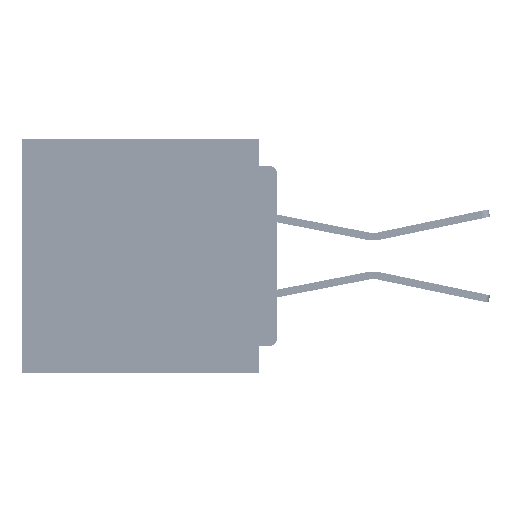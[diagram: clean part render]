
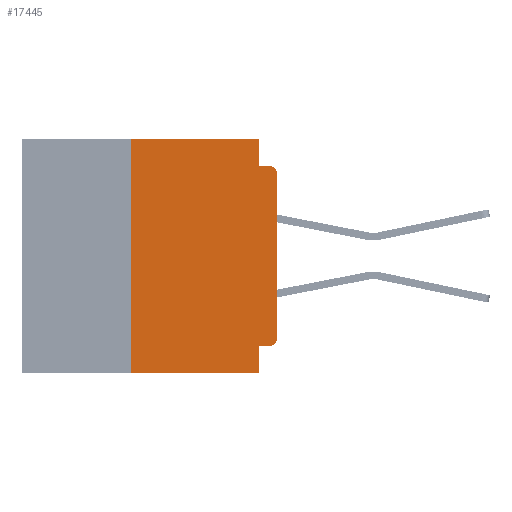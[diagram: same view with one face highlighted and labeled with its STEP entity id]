
A CAD part, left-side view. The second image highlights one B-rep face of the part: STEP entity #17445.
In plain terms, the highlighted planar face has unit normal (-1, 0, 0).
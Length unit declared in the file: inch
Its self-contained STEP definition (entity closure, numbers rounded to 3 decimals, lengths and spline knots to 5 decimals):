
#1342 = EDGE_CURVE ( 'NONE', #5004, #62274, #34060, .T. ) ;
#2654 = ORIENTED_EDGE ( 'NONE', *, *, #58450, .F. ) ;
#3815 = CARTESIAN_POINT ( 'NONE',  ( 0., 0.015, -0.045 ) ) ;
#4602 = DIRECTION ( 'NONE',  ( 0., 1., 0. ) ) ;
#4753 = DIRECTION ( 'NONE',  ( 0., 0., -1. ) ) ;
#5004 = VERTEX_POINT ( 'NONE', #27247 ) ;
#5119 = DIRECTION ( 'NONE',  ( 0., 0., -1. ) ) ;
#5154 = DIRECTION ( 'NONE',  ( 0., -1., 0. ) ) ;
#5409 = LINE ( 'NONE', #64765, #40793 ) ;
#6050 = EDGE_CURVE ( 'NONE', #22721, #39086, #46539, .T. ) ;
#7006 = CARTESIAN_POINT ( 'NONE',  ( 0., 0., -0.045 ) ) ;
#7824 = PLANE ( 'NONE',  #59351 ) ;
#10934 = ORIENTED_EDGE ( 'NONE', *, *, #12829, .F. ) ;
#12829 = EDGE_CURVE ( 'NONE', #35868, #30202, #59301, .T. ) ;
#13231 = LINE ( 'NONE', #25183, #50084 ) ;
#15321 = CARTESIAN_POINT ( 'NONE',  ( 0., 0.25, 0. ) ) ;
#15619 = DIRECTION ( 'NONE',  ( 0., 0., 1. ) ) ;
#16216 = EDGE_CURVE ( 'NONE', #35868, #37234, #5409, .T. ) ;
#17440 = ORIENTED_EDGE ( 'NONE', *, *, #1342, .T. ) ;
#17445 = ADVANCED_FACE ( 'NONE', ( #33553 ), #7824, .F. ) ;
#17937 = DIRECTION ( 'NONE',  ( 0., 0., -1. ) ) ;
#18366 = DIRECTION ( 'NONE',  ( 0., 0., 1. ) ) ;
#18528 = CIRCLE ( 'NONE', #64509, 0.015 ) ;
#19239 = CARTESIAN_POINT ( 'NONE',  ( 0., 0., 0. ) ) ;
#20642 = DIRECTION ( 'NONE',  ( -1., 0., 0. ) ) ;
#22721 = VERTEX_POINT ( 'NONE', #41827 ) ;
#23686 = EDGE_CURVE ( 'NONE', #37291, #42183, #35881, .T. ) ;
#25183 = CARTESIAN_POINT ( 'NONE',  ( 0., 0.437, 0. ) ) ;
#25856 = CIRCLE ( 'NONE', #35581, 0.015 ) ;
#27247 = CARTESIAN_POINT ( 'NONE',  ( 0., 0., -0.34 ) ) ;
#29029 = ORIENTED_EDGE ( 'NONE', *, *, #16216, .T. ) ;
#30202 = VERTEX_POINT ( 'NONE', #15321 ) ;
#32082 = DIRECTION ( 'NONE',  ( 0., -1., 0. ) ) ;
#33027 = EDGE_CURVE ( 'NONE', #42183, #37234, #57895, .T. ) ;
#33227 = VECTOR ( 'NONE', #5119, 39.37008 ) ;
#33553 = FACE_OUTER_BOUND ( 'NONE', #34398, .T. ) ;
#34060 = LINE ( 'NONE', #19239, #35626 ) ;
#34253 = ORIENTED_EDGE ( 'NONE', *, *, #6050, .F. ) ;
#34398 = EDGE_LOOP ( 'NONE', ( #17440, #39877, #2654, #34253, #46751, #10934, #29029, #54730, #51296, #58710 ) ) ;
#34890 = DIRECTION ( 'NONE',  ( -1., 0., 0. ) ) ;
#34959 = CARTESIAN_POINT ( 'NONE',  ( 0., 0., -0.355 ) ) ;
#35581 = AXIS2_PLACEMENT_3D ( 'NONE', #50684, #20642, #55679 ) ;
#35626 = VECTOR ( 'NONE', #15619, 39.37008 ) ;
#35868 = VERTEX_POINT ( 'NONE', #44358 ) ;
#35881 = LINE ( 'NONE', #34959, #37422 ) ;
#37174 = CARTESIAN_POINT ( 'NONE',  ( 0., 0.031, -0.4 ) ) ;
#37234 = VERTEX_POINT ( 'NONE', #37174 ) ;
#37291 = VERTEX_POINT ( 'NONE', #52700 ) ;
#37422 = VECTOR ( 'NONE', #4602, 39.37008 ) ;
#38614 = CARTESIAN_POINT ( 'NONE',  ( 0., 0.031, -0.355 ) ) ;
#39086 = VERTEX_POINT ( 'NONE', #55958 ) ;
#39877 = ORIENTED_EDGE ( 'NONE', *, *, #40538, .T. ) ;
#39931 = DIRECTION ( 'NONE',  ( 0., -1., 0. ) ) ;
#40538 = EDGE_CURVE ( 'NONE', #62274, #44678, #18528, .T. ) ;
#40793 = VECTOR ( 'NONE', #39931, 39.37008 ) ;
#41827 = CARTESIAN_POINT ( 'NONE',  ( 0., 0.031, 0. ) ) ;
#42183 = VERTEX_POINT ( 'NONE', #38614 ) ;
#42976 = CARTESIAN_POINT ( 'NONE',  ( 0., 0.437, 0. ) ) ;
#44358 = CARTESIAN_POINT ( 'NONE',  ( 0., 0.25, -0.4 ) ) ;
#44678 = VERTEX_POINT ( 'NONE', #3815 ) ;
#44682 = VECTOR ( 'NONE', #59288, 39.37008 ) ;
#45298 = CARTESIAN_POINT ( 'NONE',  ( 0., 0.031, 0. ) ) ;
#46539 = LINE ( 'NONE', #45298, #33227 ) ;
#46751 = ORIENTED_EDGE ( 'NONE', *, *, #54017, .F. ) ;
#47200 = EDGE_CURVE ( 'NONE', #37291, #5004, #25856, .T. ) ;
#47604 = VECTOR ( 'NONE', #18366, 39.37008 ) ;
#47974 = DIRECTION ( 'NONE',  ( 1., 0., 0. ) ) ;
#48392 = CARTESIAN_POINT ( 'NONE',  ( 0., 0.25, -0.4 ) ) ;
#50084 = VECTOR ( 'NONE', #5154, 39.37008 ) ;
#50684 = CARTESIAN_POINT ( 'NONE',  ( 0., 0.015, -0.34 ) ) ;
#51296 = ORIENTED_EDGE ( 'NONE', *, *, #23686, .F. ) ;
#52700 = CARTESIAN_POINT ( 'NONE',  ( 0., 0.015, -0.355 ) ) ;
#54017 = EDGE_CURVE ( 'NONE', #30202, #22721, #13231, .T. ) ;
#54730 = ORIENTED_EDGE ( 'NONE', *, *, #33027, .F. ) ;
#55679 = DIRECTION ( 'NONE',  ( 0., 0., -1. ) ) ;
#55958 = CARTESIAN_POINT ( 'NONE',  ( 0., 0.031, -0.045 ) ) ;
#57895 = LINE ( 'NONE', #64103, #44682 ) ;
#58450 = EDGE_CURVE ( 'NONE', #39086, #44678, #63165, .T. ) ;
#58710 = ORIENTED_EDGE ( 'NONE', *, *, #47200, .T. ) ;
#59288 = DIRECTION ( 'NONE',  ( 0., 0., -1. ) ) ;
#59301 = LINE ( 'NONE', #48392, #47604 ) ;
#59351 = AXIS2_PLACEMENT_3D ( 'NONE', #42976, #47974, #17937 ) ;
#62274 = VERTEX_POINT ( 'NONE', #64921 ) ;
#63165 = LINE ( 'NONE', #7006, #64756 ) ;
#64103 = CARTESIAN_POINT ( 'NONE',  ( 0., 0.031, -0.4 ) ) ;
#64509 = AXIS2_PLACEMENT_3D ( 'NONE', #64763, #34890, #4753 ) ;
#64756 = VECTOR ( 'NONE', #32082, 39.37008 ) ;
#64763 = CARTESIAN_POINT ( 'NONE',  ( 0., 0.015, -0.06 ) ) ;
#64765 = CARTESIAN_POINT ( 'NONE',  ( 0., 0.437, -0.4 ) ) ;
#64921 = CARTESIAN_POINT ( 'NONE',  ( 0., 0., -0.06 ) ) ;
